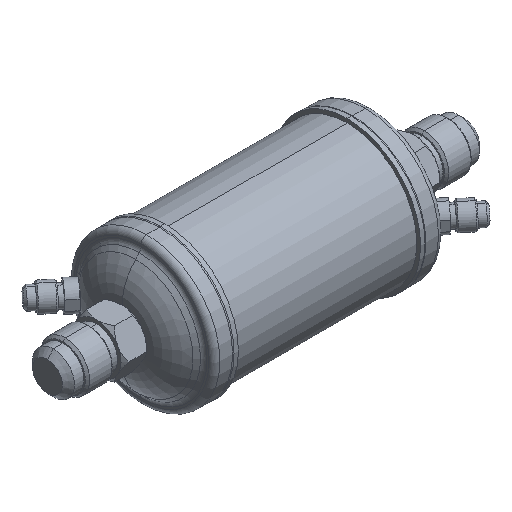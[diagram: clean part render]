
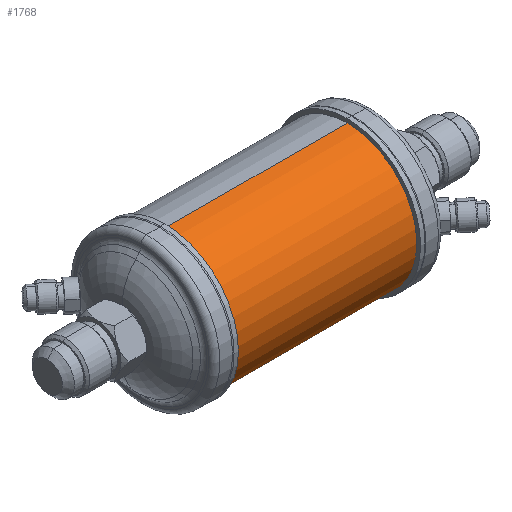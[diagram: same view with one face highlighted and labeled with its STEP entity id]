
A CAD part, isometric view. The second image highlights one B-rep face of the part: STEP entity #1768.
In plain terms, the highlighted cylindrical face has radius 31.75 mm (diameter 63.5 mm), a partial arc.
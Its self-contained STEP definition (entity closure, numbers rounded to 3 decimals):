
#185 = CARTESIAN_POINT ( 'NONE',  ( 50., 0., -31.75 ) ) ;
#270 = CARTESIAN_POINT ( 'NONE',  ( 41.5, 0., 0. ) ) ;
#307 = CIRCLE ( 'NONE', #4621, 31.75 ) ;
#332 = CARTESIAN_POINT ( 'NONE',  ( 41.5, 0., -31.75 ) ) ;
#788 = DIRECTION ( 'NONE',  ( -1., 0., 0. ) ) ;
#865 = DIRECTION ( 'NONE',  ( -1., 0., 0. ) ) ;
#964 = AXIS2_PLACEMENT_3D ( 'NONE', #4046, #788, #4021 ) ;
#1007 = VECTOR ( 'NONE', #865, 1000. ) ;
#1163 = CIRCLE ( 'NONE', #3403, 31.75 ) ;
#1490 = ORIENTED_EDGE ( 'NONE', *, *, #2996, .T. ) ;
#1574 = CARTESIAN_POINT ( 'NONE',  ( 50., 0., 31.75 ) ) ;
#1587 = ORIENTED_EDGE ( 'NONE', *, *, #3270, .F. ) ;
#1624 = DIRECTION ( 'NONE',  ( -1., 0., 0. ) ) ;
#1664 = ORIENTED_EDGE ( 'NONE', *, *, #4185, .T. ) ;
#1768 = ADVANCED_FACE ( 'NONE', ( #2640 ), #2200, .T. ) ;
#1869 = EDGE_CURVE ( 'NONE', #4459, #3599, #307, .T. ) ;
#2200 = CYLINDRICAL_SURFACE ( 'NONE', #964, 31.75 ) ;
#2241 = ORIENTED_EDGE ( 'NONE', *, *, #1869, .T. ) ;
#2252 = CARTESIAN_POINT ( 'NONE',  ( 41.5, 0., 31.75 ) ) ;
#2444 = LINE ( 'NONE', #185, #4096 ) ;
#2498 = DIRECTION ( 'NONE',  ( 0., 0., -1. ) ) ;
#2514 = CARTESIAN_POINT ( 'NONE',  ( -41.5, 0., 31.75 ) ) ;
#2640 = FACE_OUTER_BOUND ( 'NONE', #4007, .T. ) ;
#2792 = DIRECTION ( 'NONE',  ( -1., 0., 0. ) ) ;
#2887 = VERTEX_POINT ( 'NONE', #3853 ) ;
#2996 = EDGE_CURVE ( 'NONE', #3419, #2887, #1163, .T. ) ;
#3029 = DIRECTION ( 'NONE',  ( 0., 0., 1. ) ) ;
#3270 = EDGE_CURVE ( 'NONE', #4459, #2887, #2444, .T. ) ;
#3278 = LINE ( 'NONE', #1574, #1007 ) ;
#3403 = AXIS2_PLACEMENT_3D ( 'NONE', #3948, #4279, #2498 ) ;
#3419 = VERTEX_POINT ( 'NONE', #2514 ) ;
#3599 = VERTEX_POINT ( 'NONE', #2252 ) ;
#3853 = CARTESIAN_POINT ( 'NONE',  ( -41.5, 0., -31.75 ) ) ;
#3948 = CARTESIAN_POINT ( 'NONE',  ( -41.5, 0., 0. ) ) ;
#4007 = EDGE_LOOP ( 'NONE', ( #1587, #2241, #1664, #1490 ) ) ;
#4021 = DIRECTION ( 'NONE',  ( 0., 0., 1. ) ) ;
#4046 = CARTESIAN_POINT ( 'NONE',  ( 50., 0., 0. ) ) ;
#4096 = VECTOR ( 'NONE', #2792, 1000. ) ;
#4185 = EDGE_CURVE ( 'NONE', #3599, #3419, #3278, .T. ) ;
#4279 = DIRECTION ( 'NONE',  ( 1., 0., 0. ) ) ;
#4459 = VERTEX_POINT ( 'NONE', #332 ) ;
#4621 = AXIS2_PLACEMENT_3D ( 'NONE', #270, #1624, #3029 ) ;
